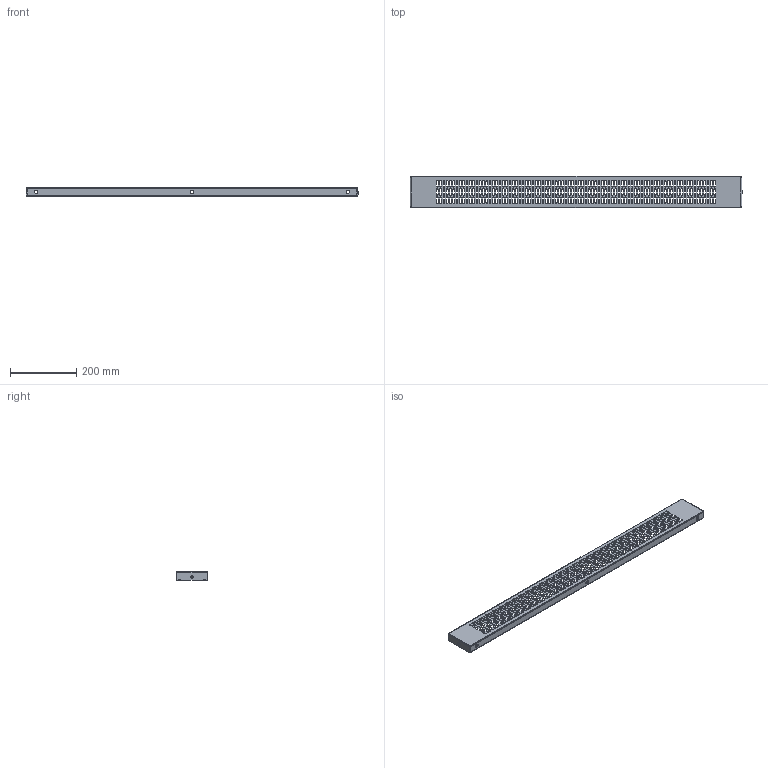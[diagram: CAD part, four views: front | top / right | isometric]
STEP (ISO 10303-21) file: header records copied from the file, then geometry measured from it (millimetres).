
FILE_DESCRIPTION (( 'STEP AP214' ), '1' );
FILE_NAME ('710.121.STEP', '2024-10-28T04:57:34', ( '' ), ( '' ), 'SwSTEP 2.0', 'SolidWorks 2021', '' );
FILE_SCHEMA (( 'AUTOMOTIVE_DESIGN' ));
Length unit declared in the file: millimetre
Products named in the file (3): Çàêëåïêà ðåçüáîâàÿ Ì6 øåñòèãðàííàÿ ñ óìåíüøåííûì áîðòîì; 710.121 眈翴錪; 710.121
Assembly tree (3 placements, depth 2):
  710.121
    710.121 眈翴錪
    Çàêëåïêà ðåçüáîâàÿ Ì6 øåñòèãðàííàÿ ñ óìåíüøåííûì áîðòîì  x2
Bounding box: 1005.2 x 96 x 24.5 mm (x, y, z)
Volume: 142541.7 mm3; surface area: 298512.8 mm2
Topology: 3 solids, 3 shells, 1160 faces, 3392 edges, 2240 vertices
Faces by surface type: plane 594, cylinder 546, cone 12, bspline 8
Entity records: 39570 total; most frequent: CARTESIAN_POINT 7225, ORIENTED_EDGE 6668, DIRECTION 6650, EDGE_CURVE 3334, AXIS2_PLACEMENT_3D 2221, LINE 2208, VECTOR 2208, VERTEX_POINT 2204
